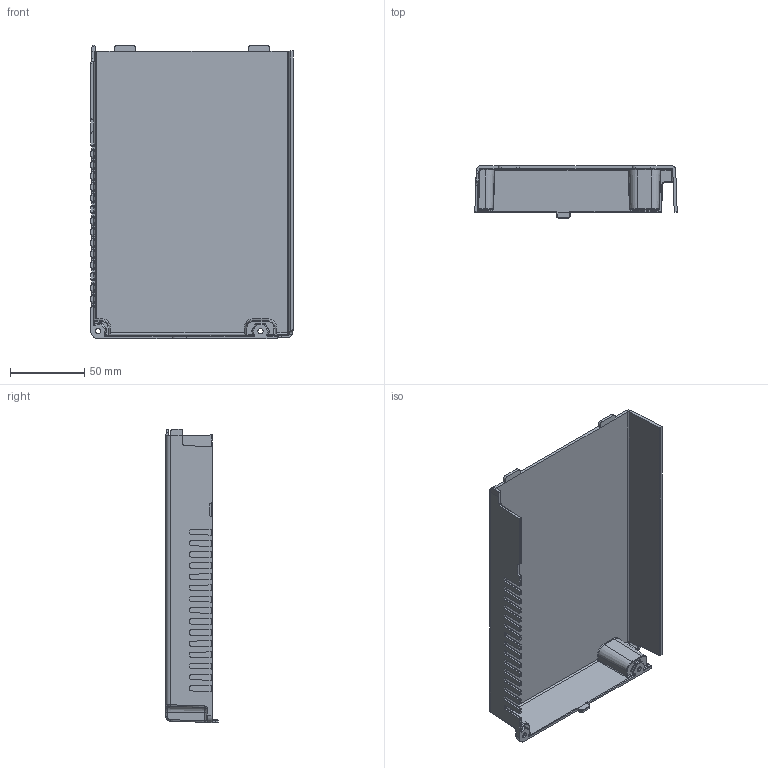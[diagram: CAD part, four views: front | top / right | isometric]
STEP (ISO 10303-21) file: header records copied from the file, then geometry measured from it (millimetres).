
FILE_DESCRIPTION (( 'STEP AP214' ), '1' );
FILE_NAME ('1902-C.STEP', '2016-02-02T11:22:21', ( '' ), ( '' ), 'SwSTEP 2.0', 'SolidWorks 2015', '' );
FILE_SCHEMA (( 'AUTOMOTIVE_DESIGN' ));
Length unit declared in the file: millimetre
Products named in the file (1): 1902-C
Bounding box: 136 x 35 x 197 mm (x, y, z)
Volume: 79150.4 mm3; surface area: 81293.1 mm2
Topology: 1 solids, 1 shells, 523 faces, 1308 edges, 760 vertices
Faces by surface type: cylinder 242, plane 140, bspline 90, sphere 29, torus 12, cone 10
Entity records: 16607 total; most frequent: CARTESIAN_POINT 5438, ORIENTED_EDGE 2558, DIRECTION 2151, EDGE_CURVE 1279, VERTEX_POINT 760, AXIS2_PLACEMENT_3D 751, VECTOR 649, LINE 649
